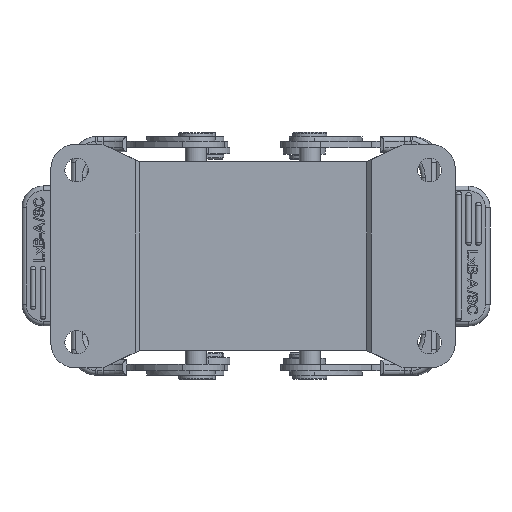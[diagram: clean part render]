
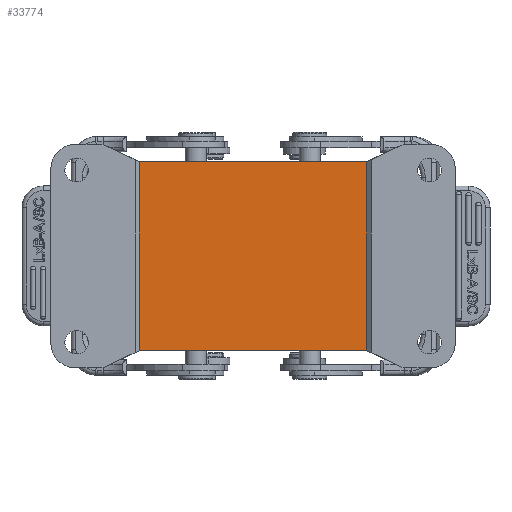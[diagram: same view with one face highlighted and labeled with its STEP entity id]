
A CAD part, front view. The second image highlights one B-rep face of the part: STEP entity #33774.
In plain terms, the highlighted planar face has unit normal (0, -1, 0).
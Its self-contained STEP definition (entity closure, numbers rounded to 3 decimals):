
#4687=CARTESIAN_POINT('',(20.589,1.72,50.19));
#4688=CARTESIAN_POINT('',(20.587,1.72,50.191));
#4689=CARTESIAN_POINT('',(20.583,1.72,50.193));
#4690=CARTESIAN_POINT('',(20.578,1.72,50.196));
#4691=CARTESIAN_POINT('',(20.574,1.72,50.197));
#4692=CARTESIAN_POINT('',(20.572,1.72,50.197));
#4708=DIRECTION('',(-1.,0.,0.));
#4709=VECTOR('',#4708,52.808);
#4710=CARTESIAN_POINT('',(73.398,1.704,6.308));
#4711=LINE('',#4710,#4709);
#4712=CARTESIAN_POINT('',(20.589,1.72,6.308));
#4713=CARTESIAN_POINT('',(20.587,1.72,6.307));
#4714=CARTESIAN_POINT('',(20.583,1.72,6.306));
#4715=CARTESIAN_POINT('',(20.578,1.72,6.303));
#4716=CARTESIAN_POINT('',(20.574,1.72,6.302));
#4717=CARTESIAN_POINT('',(20.572,1.72,6.301));
#4719=DIRECTION('',(1.,0.,0.));
#4720=VECTOR('',#4719,52.808);
#4721=CARTESIAN_POINT('',(20.589,1.72,50.19));
#4722=LINE('',#4721,#4720);
#4723=CARTESIAN_POINT('',(73.398,1.704,50.19));
#4724=CARTESIAN_POINT('',(73.399,1.704,50.191));
#4725=CARTESIAN_POINT('',(73.403,1.704,50.193));
#4726=CARTESIAN_POINT('',(73.409,1.704,50.196));
#4727=CARTESIAN_POINT('',(73.413,1.704,50.197));
#4728=CARTESIAN_POINT('',(73.415,1.704,50.197));
#4730=CARTESIAN_POINT('',(73.398,1.704,6.308));
#4731=CARTESIAN_POINT('',(73.4,1.704,6.307));
#4732=CARTESIAN_POINT('',(73.403,1.704,6.306));
#4733=CARTESIAN_POINT('',(73.409,1.704,6.303));
#4734=CARTESIAN_POINT('',(73.413,1.704,6.302));
#4735=CARTESIAN_POINT('',(73.415,1.704,6.301));
#4751=DIRECTION('',(0.,0.,1.));
#4752=VECTOR('',#4751,43.897);
#4753=CARTESIAN_POINT('',(73.415,1.704,6.301));
#4754=LINE('',#4753,#4752);
#8782=DIRECTION('',(0.,0.,-1.));
#8783=VECTOR('',#8782,43.897);
#8784=CARTESIAN_POINT('',(20.572,1.72,50.197));
#8785=LINE('',#8784,#8783);
#21824=CARTESIAN_POINT('',(20.589,1.72,6.308));
#21825=VERTEX_POINT('',#21824);
#21826=CARTESIAN_POINT('',(73.398,1.704,6.308));
#21827=VERTEX_POINT('',#21826);
#21939=CARTESIAN_POINT('',(73.398,1.704,50.19));
#21940=VERTEX_POINT('',#21939);
#21941=CARTESIAN_POINT('',(20.589,1.72,50.19));
#21942=VERTEX_POINT('',#21941);
#22088=VERTEX_POINT('',#4692);
#22089=VERTEX_POINT('',#4735);
#22090=VERTEX_POINT('',#4717);
#22091=VERTEX_POINT('',#4728);
#33754=CARTESIAN_POINT('',(46.993,1.712,28.249));
#33755=DIRECTION('',(0.,1.,0.));
#33756=DIRECTION('',(0.,0.,-1.));
#33757=AXIS2_PLACEMENT_3D('',#33754,#33755,#33756);
#33758=PLANE('',#33757);
#33760=ORIENTED_EDGE('',*,*,#33759,.F.);
#33761=ORIENTED_EDGE('',*,*,#31983,.T.);
#33763=ORIENTED_EDGE('',*,*,#33762,.T.);
#33765=ORIENTED_EDGE('',*,*,#33764,.F.);
#33766=ORIENTED_EDGE('',*,*,#33743,.F.);
#33767=ORIENTED_EDGE('',*,*,#32514,.T.);
#33769=ORIENTED_EDGE('',*,*,#33768,.T.);
#33771=ORIENTED_EDGE('',*,*,#33770,.F.);
#33772=EDGE_LOOP('',(#33760,#33761,#33763,#33765,#33766,#33767,#33769,#33771));
#33773=FACE_OUTER_BOUND('',#33772,.F.);
#4693=B_SPLINE_CURVE_WITH_KNOTS('',3,(#4687,#4688,#4689,#4690,#4691,#4692),
.UNSPECIFIED.,.F.,.F.,(4,1,1,4),(0.,0.333,0.667,1.),
.UNSPECIFIED.);
#4718=B_SPLINE_CURVE_WITH_KNOTS('',3,(#4712,#4713,#4714,#4715,#4716,#4717),
.UNSPECIFIED.,.F.,.F.,(4,1,1,4),(0.,0.333,0.667,1.),
.UNSPECIFIED.);
#4729=B_SPLINE_CURVE_WITH_KNOTS('',3,(#4723,#4724,#4725,#4726,#4727,#4728),
.UNSPECIFIED.,.F.,.F.,(4,1,1,4),(0.,0.333,0.667,1.),
.UNSPECIFIED.);
#4736=B_SPLINE_CURVE_WITH_KNOTS('',3,(#4730,#4731,#4732,#4733,#4734,#4735),
.UNSPECIFIED.,.F.,.F.,(4,1,1,4),(0.,0.333,0.667,1.),
.UNSPECIFIED.);
#31983=EDGE_CURVE('',#21827,#21825,#4711,.T.);
#32514=EDGE_CURVE('',#21942,#21940,#4722,.T.);
#33743=EDGE_CURVE('',#21942,#22088,#4693,.T.);
#33759=EDGE_CURVE('',#21827,#22089,#4736,.T.);
#33762=EDGE_CURVE('',#21825,#22090,#4718,.T.);
#33764=EDGE_CURVE('',#22088,#22090,#8785,.T.);
#33768=EDGE_CURVE('',#21940,#22091,#4729,.T.);
#33770=EDGE_CURVE('',#22089,#22091,#4754,.T.);
#33774=ADVANCED_FACE('',(#33773),#33758,.F.);
